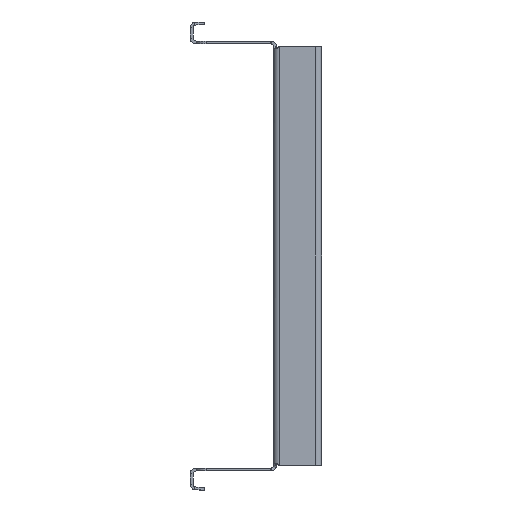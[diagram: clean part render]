
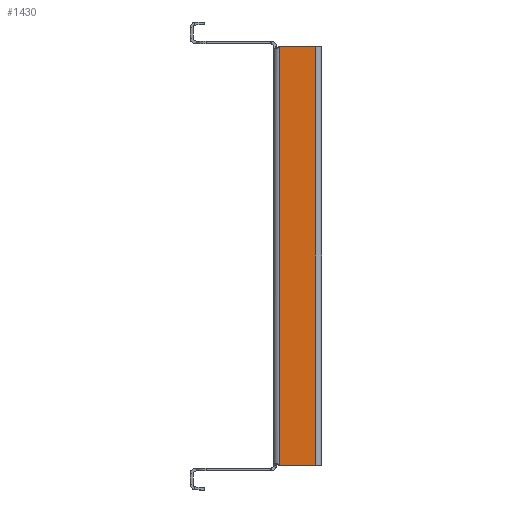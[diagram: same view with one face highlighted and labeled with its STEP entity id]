
A CAD part, left-side view. The second image highlights one B-rep face of the part: STEP entity #1430.
In plain terms, the highlighted planar face has unit normal (-1, 0, 0).
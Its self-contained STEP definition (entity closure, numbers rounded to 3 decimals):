
#172 = PLANE ( 'NONE',  #5247 ) ;
#180 = ORIENTED_EDGE ( 'NONE', *, *, #13010, .T. ) ;
#321 = CARTESIAN_POINT ( 'NONE',  ( -380., 0., 0. ) ) ;
#536 = CARTESIAN_POINT ( 'NONE',  ( -380., -29., -143. ) ) ;
#609 = EDGE_CURVE ( 'NONE', #5048, #7394, #9715, .T. ) ;
#1430 = ADVANCED_FACE ( 'NONE', ( #8128 ), #172, .T. ) ;
#2678 = VERTEX_POINT ( 'NONE', #13111 ) ;
#3024 = DIRECTION ( 'NONE',  ( 0., 0., 1. ) ) ;
#4249 = LINE ( 'NONE', #6880, #10346 ) ;
#4662 = DIRECTION ( 'NONE',  ( 0., -1., 0. ) ) ;
#4765 = DIRECTION ( 'NONE',  ( 0., 0., -1. ) ) ;
#5048 = VERTEX_POINT ( 'NONE', #536 ) ;
#5247 = AXIS2_PLACEMENT_3D ( 'NONE', #321, #10181, #4662 ) ;
#5453 = LINE ( 'NONE', #9097, #13159 ) ;
#5794 = DIRECTION ( 'NONE',  ( 0., -1., 0. ) ) ;
#5865 = LINE ( 'NONE', #11230, #11088 ) ;
#6880 = CARTESIAN_POINT ( 'NONE',  ( -380., 0., 143. ) ) ;
#7021 = CARTESIAN_POINT ( 'NONE',  ( -380., -29., 143. ) ) ;
#7318 = ORIENTED_EDGE ( 'NONE', *, *, #609, .T. ) ;
#7394 = VERTEX_POINT ( 'NONE', #7021 ) ;
#7451 = CARTESIAN_POINT ( 'NONE',  ( -380., -29., -143. ) ) ;
#7485 = EDGE_LOOP ( 'NONE', ( #10182, #7318, #10573, #180 ) ) ;
#8128 = FACE_OUTER_BOUND ( 'NONE', #7485, .T. ) ;
#9097 = CARTESIAN_POINT ( 'NONE',  ( -380., -4., 0. ) ) ;
#9326 = VERTEX_POINT ( 'NONE', #10218 ) ;
#9715 = LINE ( 'NONE', #7451, #9952 ) ;
#9743 = EDGE_CURVE ( 'NONE', #9326, #5048, #5865, .T. ) ;
#9952 = VECTOR ( 'NONE', #3024, 1000. ) ;
#10181 = DIRECTION ( 'NONE',  ( -1., 0., 0. ) ) ;
#10182 = ORIENTED_EDGE ( 'NONE', *, *, #9743, .T. ) ;
#10218 = CARTESIAN_POINT ( 'NONE',  ( -380., -4., -143. ) ) ;
#10250 = DIRECTION ( 'NONE',  ( 0., 1., 0. ) ) ;
#10346 = VECTOR ( 'NONE', #10250, 1000. ) ;
#10573 = ORIENTED_EDGE ( 'NONE', *, *, #14229, .T. ) ;
#11088 = VECTOR ( 'NONE', #5794, 1000. ) ;
#11230 = CARTESIAN_POINT ( 'NONE',  ( -380., 0., -143. ) ) ;
#13010 = EDGE_CURVE ( 'NONE', #2678, #9326, #5453, .T. ) ;
#13111 = CARTESIAN_POINT ( 'NONE',  ( -380., -4., 143. ) ) ;
#13159 = VECTOR ( 'NONE', #4765, 1000. ) ;
#14229 = EDGE_CURVE ( 'NONE', #7394, #2678, #4249, .T. ) ;
